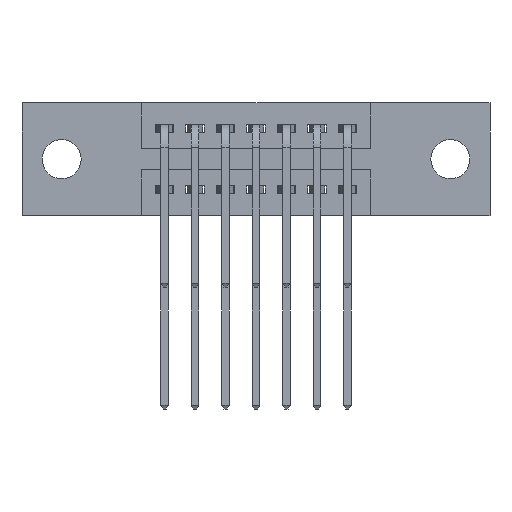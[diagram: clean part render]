
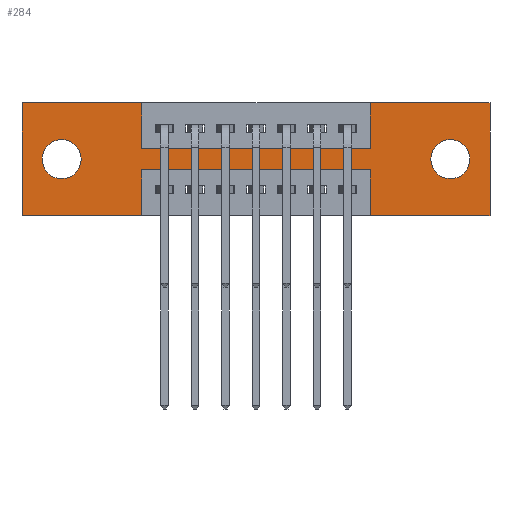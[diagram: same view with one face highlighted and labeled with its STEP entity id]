
A CAD part, front view. The second image highlights one B-rep face of the part: STEP entity #284.
In plain terms, the highlighted planar face has unit normal (0, -1, 0).
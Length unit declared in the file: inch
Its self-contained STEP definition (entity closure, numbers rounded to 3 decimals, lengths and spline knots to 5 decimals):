
#67 = ORIENTED_EDGE ( 'NONE', *, *, #10443, .T. ) ;
#84 = DIRECTION ( 'NONE',  ( 0., 1., 0. ) ) ;
#96 = VERTEX_POINT ( 'NONE', #4272 ) ;
#138 = DIRECTION ( 'NONE',  ( 0., 0., 1. ) ) ;
#167 = VECTOR ( 'NONE', #3432, 39.37008 ) ;
#241 = ORIENTED_EDGE ( 'NONE', *, *, #8828, .F. ) ;
#284 = ADVANCED_FACE ( 'NONE', ( #4421, #8139, #10293 ), #2668, .T. ) ;
#294 = EDGE_CURVE ( 'NONE', #7517, #7104, #7851, .T. ) ;
#308 = VERTEX_POINT ( 'NONE', #8064 ) ;
#341 = LINE ( 'NONE', #1295, #11825 ) ;
#432 = EDGE_LOOP ( 'NONE', ( #7156, #8347, #4320, #9469, #241, #9835, #3592, #5488, #9151, #11618, #719, #1326 ) ) ;
#436 = LINE ( 'NONE', #10707, #167 ) ;
#627 = EDGE_CURVE ( 'NONE', #8637, #11692, #10865, .T. ) ;
#718 = DIRECTION ( 'NONE',  ( 0., 0., 1. ) ) ;
#719 = ORIENTED_EDGE ( 'NONE', *, *, #2137, .F. ) ;
#762 = VERTEX_POINT ( 'NONE', #11267 ) ;
#828 = DIRECTION ( 'NONE',  ( -1., 0., 0. ) ) ;
#913 = DIRECTION ( 'NONE',  ( 0., 0., -1. ) ) ;
#945 = CARTESIAN_POINT ( 'NONE',  ( 0., 0., -0.37 ) ) ;
#949 = CARTESIAN_POINT ( 'NONE',  ( 0., 0., -0.37 ) ) ;
#1000 = DIRECTION ( 'NONE',  ( 0., 0., 1. ) ) ;
#1056 = VERTEX_POINT ( 'NONE', #5253 ) ;
#1179 = EDGE_CURVE ( 'NONE', #8123, #7517, #8458, .T. ) ;
#1295 = CARTESIAN_POINT ( 'NONE',  ( 1.535, 0., 0. ) ) ;
#1326 = ORIENTED_EDGE ( 'NONE', *, *, #294, .F. ) ;
#1608 = CARTESIAN_POINT ( 'NONE',  ( 1.1425, 0., 0. ) ) ;
#1784 = CARTESIAN_POINT ( 'NONE',  ( 0.3925, 0., -0.15 ) ) ;
#1912 = DIRECTION ( 'NONE',  ( 0., 1., 0. ) ) ;
#1938 = VERTEX_POINT ( 'NONE', #5024 ) ;
#1953 = VERTEX_POINT ( 'NONE', #4054 ) ;
#2052 = VERTEX_POINT ( 'NONE', #4433 ) ;
#2080 = EDGE_CURVE ( 'NONE', #308, #1953, #9021, .T. ) ;
#2137 = EDGE_CURVE ( 'NONE', #7104, #762, #10446, .T. ) ;
#2185 = LINE ( 'NONE', #1608, #4185 ) ;
#2406 = CIRCLE ( 'NONE', #10721, 0.064 ) ;
#2458 = EDGE_CURVE ( 'NONE', #11692, #8637, #2406, .T. ) ;
#2668 = PLANE ( 'NONE',  #4073 ) ;
#2688 = DIRECTION ( 'NONE',  ( 0., 0., 1. ) ) ;
#2692 = CARTESIAN_POINT ( 'NONE',  ( 0.3925, 0., -0.37 ) ) ;
#3114 = ORIENTED_EDGE ( 'NONE', *, *, #627, .T. ) ;
#3200 = DIRECTION ( 'NONE',  ( 0., 0., -1. ) ) ;
#3237 = LINE ( 'NONE', #4623, #4410 ) ;
#3389 = VERTEX_POINT ( 'NONE', #5866 ) ;
#3432 = DIRECTION ( 'NONE',  ( 1., 0., 0. ) ) ;
#3592 = ORIENTED_EDGE ( 'NONE', *, *, #9593, .F. ) ;
#3649 = VECTOR ( 'NONE', #5547, 39.37008 ) ;
#3651 = EDGE_CURVE ( 'NONE', #3389, #2052, #3237, .T. ) ;
#3846 = EDGE_CURVE ( 'NONE', #7659, #308, #5680, .T. ) ;
#3848 = AXIS2_PLACEMENT_3D ( 'NONE', #6394, #1912, #9201 ) ;
#4054 = CARTESIAN_POINT ( 'NONE',  ( 1.1425, 0., -0.15 ) ) ;
#4073 = AXIS2_PLACEMENT_3D ( 'NONE', #8207, #7276, #9119 ) ;
#4075 = CARTESIAN_POINT ( 'NONE',  ( 0.3925, 0., 0. ) ) ;
#4162 = VECTOR ( 'NONE', #8742, 39.37008 ) ;
#4185 = VECTOR ( 'NONE', #718, 39.37008 ) ;
#4272 = CARTESIAN_POINT ( 'NONE',  ( 0.13, 0., -0.121 ) ) ;
#4320 = ORIENTED_EDGE ( 'NONE', *, *, #3651, .F. ) ;
#4410 = VECTOR ( 'NONE', #138, 39.37008 ) ;
#4421 = FACE_BOUND ( 'NONE', #9928, .T. ) ;
#4424 = DIRECTION ( 'NONE',  ( 0., 0., -1. ) ) ;
#4433 = CARTESIAN_POINT ( 'NONE',  ( 1.1425, 0., -0.22 ) ) ;
#4557 = CARTESIAN_POINT ( 'NONE',  ( 0.13, 0., -0.185 ) ) ;
#4623 = CARTESIAN_POINT ( 'NONE',  ( 1.1425, 0., -0.37 ) ) ;
#4704 = VERTEX_POINT ( 'NONE', #9682 ) ;
#5024 = CARTESIAN_POINT ( 'NONE',  ( 1.1425, 0., 0. ) ) ;
#5077 = AXIS2_PLACEMENT_3D ( 'NONE', #8350, #8473, #6597 ) ;
#5253 = CARTESIAN_POINT ( 'NONE',  ( 1.535, 0., 0. ) ) ;
#5332 = LINE ( 'NONE', #10866, #7201 ) ;
#5414 = VECTOR ( 'NONE', #828, 39.37008 ) ;
#5467 = DIRECTION ( 'NONE',  ( 1., 0., 0. ) ) ;
#5488 = ORIENTED_EDGE ( 'NONE', *, *, #2080, .F. ) ;
#5547 = DIRECTION ( 'NONE',  ( -1., 0., 0. ) ) ;
#5594 = CIRCLE ( 'NONE', #5077, 0.064 ) ;
#5680 = LINE ( 'NONE', #7439, #10284 ) ;
#5866 = CARTESIAN_POINT ( 'NONE',  ( 1.1425, 0., -0.37 ) ) ;
#6053 = LINE ( 'NONE', #945, #3649 ) ;
#6341 = DIRECTION ( 'NONE',  ( 0., 1., 0. ) ) ;
#6394 = CARTESIAN_POINT ( 'NONE',  ( 1.405, 0., -0.185 ) ) ;
#6597 = DIRECTION ( 'NONE',  ( 0., 0., 1. ) ) ;
#6874 = EDGE_CURVE ( 'NONE', #762, #7659, #436, .T. ) ;
#7004 = EDGE_CURVE ( 'NONE', #2052, #8123, #11793, .T. ) ;
#7104 = VERTEX_POINT ( 'NONE', #8302 ) ;
#7156 = ORIENTED_EDGE ( 'NONE', *, *, #1179, .F. ) ;
#7175 = VECTOR ( 'NONE', #4424, 39.37008 ) ;
#7201 = VECTOR ( 'NONE', #10097, 39.37008 ) ;
#7226 = CARTESIAN_POINT ( 'NONE',  ( 1.405, 0., -0.185 ) ) ;
#7276 = DIRECTION ( 'NONE',  ( 0., -1., 0. ) ) ;
#7439 = CARTESIAN_POINT ( 'NONE',  ( 0.3925, 0., 0. ) ) ;
#7517 = VERTEX_POINT ( 'NONE', #10315 ) ;
#7659 = VERTEX_POINT ( 'NONE', #4075 ) ;
#7851 = LINE ( 'NONE', #949, #5414 ) ;
#7910 = EDGE_CURVE ( 'NONE', #96, #4704, #9691, .T. ) ;
#8064 = CARTESIAN_POINT ( 'NONE',  ( 0.3925, 0., -0.15 ) ) ;
#8123 = VERTEX_POINT ( 'NONE', #10445 ) ;
#8139 = FACE_BOUND ( 'NONE', #10131, .T. ) ;
#8207 = CARTESIAN_POINT ( 'NONE',  ( 0., 0., -0.37 ) ) ;
#8301 = VECTOR ( 'NONE', #2688, 39.37008 ) ;
#8302 = CARTESIAN_POINT ( 'NONE',  ( 0., 0., -0.37 ) ) ;
#8347 = ORIENTED_EDGE ( 'NONE', *, *, #7004, .F. ) ;
#8350 = CARTESIAN_POINT ( 'NONE',  ( 0.13, 0., -0.185 ) ) ;
#8458 = LINE ( 'NONE', #2692, #7175 ) ;
#8473 = DIRECTION ( 'NONE',  ( 0., 1., 0. ) ) ;
#8511 = EDGE_CURVE ( 'NONE', #10289, #3389, #6053, .T. ) ;
#8637 = VERTEX_POINT ( 'NONE', #10392 ) ;
#8714 = CARTESIAN_POINT ( 'NONE',  ( 1.405, 0., -0.121 ) ) ;
#8722 = ORIENTED_EDGE ( 'NONE', *, *, #2458, .T. ) ;
#8742 = DIRECTION ( 'NONE',  ( -1., 0., 0. ) ) ;
#8828 = EDGE_CURVE ( 'NONE', #1056, #10289, #341, .T. ) ;
#9021 = LINE ( 'NONE', #1784, #9165 ) ;
#9119 = DIRECTION ( 'NONE',  ( 0., 0., -1. ) ) ;
#9151 = ORIENTED_EDGE ( 'NONE', *, *, #3846, .F. ) ;
#9165 = VECTOR ( 'NONE', #5467, 39.37008 ) ;
#9201 = DIRECTION ( 'NONE',  ( 0., 0., -1. ) ) ;
#9469 = ORIENTED_EDGE ( 'NONE', *, *, #8511, .F. ) ;
#9593 = EDGE_CURVE ( 'NONE', #1953, #1938, #2185, .T. ) ;
#9682 = CARTESIAN_POINT ( 'NONE',  ( 0.13, 0., -0.249 ) ) ;
#9691 = CIRCLE ( 'NONE', #10067, 0.064 ) ;
#9835 = ORIENTED_EDGE ( 'NONE', *, *, #9847, .F. ) ;
#9847 = EDGE_CURVE ( 'NONE', #1938, #1056, #5332, .T. ) ;
#9928 = EDGE_LOOP ( 'NONE', ( #8722, #3114 ) ) ;
#9957 = DIRECTION ( 'NONE',  ( 0., 0., -1. ) ) ;
#10067 = AXIS2_PLACEMENT_3D ( 'NONE', #4557, #84, #1000 ) ;
#10097 = DIRECTION ( 'NONE',  ( 1., 0., 0. ) ) ;
#10131 = EDGE_LOOP ( 'NONE', ( #10636, #67 ) ) ;
#10284 = VECTOR ( 'NONE', #913, 39.37008 ) ;
#10289 = VERTEX_POINT ( 'NONE', #10818 ) ;
#10293 = FACE_OUTER_BOUND ( 'NONE', #432, .T. ) ;
#10315 = CARTESIAN_POINT ( 'NONE',  ( 0.3925, 0., -0.37 ) ) ;
#10392 = CARTESIAN_POINT ( 'NONE',  ( 1.405, 0., -0.249 ) ) ;
#10443 = EDGE_CURVE ( 'NONE', #4704, #96, #5594, .T. ) ;
#10445 = CARTESIAN_POINT ( 'NONE',  ( 0.3925, 0., -0.22 ) ) ;
#10446 = LINE ( 'NONE', #11805, #8301 ) ;
#10636 = ORIENTED_EDGE ( 'NONE', *, *, #7910, .T. ) ;
#10707 = CARTESIAN_POINT ( 'NONE',  ( 0., 0., 0. ) ) ;
#10721 = AXIS2_PLACEMENT_3D ( 'NONE', #7226, #6341, #9957 ) ;
#10818 = CARTESIAN_POINT ( 'NONE',  ( 1.535, 0., -0.37 ) ) ;
#10865 = CIRCLE ( 'NONE', #3848, 0.064 ) ;
#10866 = CARTESIAN_POINT ( 'NONE',  ( 0., 0., 0. ) ) ;
#11267 = CARTESIAN_POINT ( 'NONE',  ( 0., 0., 0. ) ) ;
#11618 = ORIENTED_EDGE ( 'NONE', *, *, #6874, .F. ) ;
#11685 = CARTESIAN_POINT ( 'NONE',  ( 0.3925, 0., -0.22 ) ) ;
#11692 = VERTEX_POINT ( 'NONE', #8714 ) ;
#11793 = LINE ( 'NONE', #11685, #4162 ) ;
#11805 = CARTESIAN_POINT ( 'NONE',  ( 0., 0., 0. ) ) ;
#11825 = VECTOR ( 'NONE', #3200, 39.37008 ) ;
